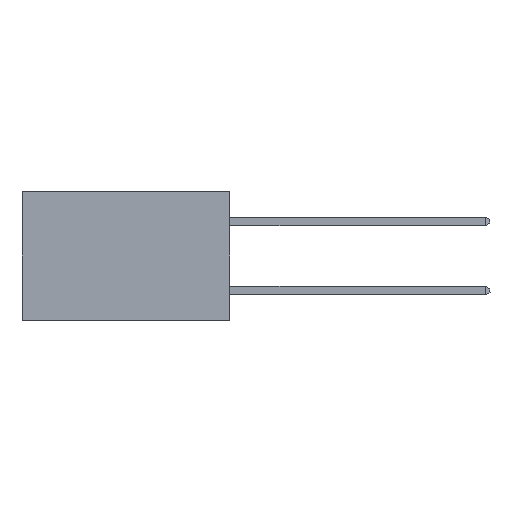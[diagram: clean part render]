
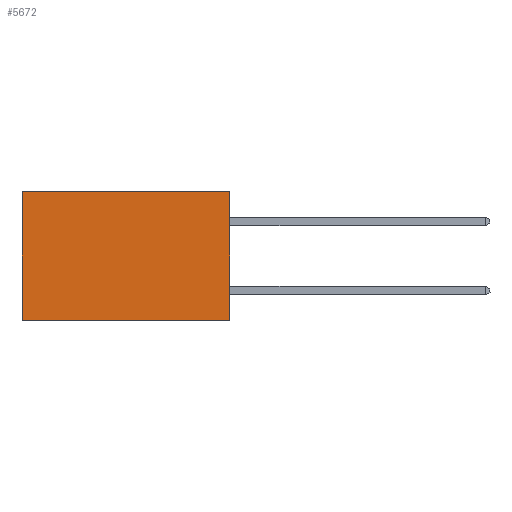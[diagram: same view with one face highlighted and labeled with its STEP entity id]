
A CAD part, left-side view. The second image highlights one B-rep face of the part: STEP entity #5672.
In plain terms, the highlighted planar face has unit normal (-1, 0, 0).
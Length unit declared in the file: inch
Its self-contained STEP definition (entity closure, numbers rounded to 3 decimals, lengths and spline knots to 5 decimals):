
#916 = DIRECTION ( 'NONE',  ( 0., 0., -1. ) ) ;
#1395 = LINE ( 'NONE', #16593, #12736 ) ;
#1581 = ORIENTED_EDGE ( 'NONE', *, *, #15760, .T. ) ;
#2125 = EDGE_LOOP ( 'NONE', ( #1581, #12655, #4378, #15328 ) ) ;
#2183 = CARTESIAN_POINT ( 'NONE',  ( 0.298, 0., -0.37 ) ) ;
#2829 = CARTESIAN_POINT ( 'NONE',  ( 0.298, 0., -0.37 ) ) ;
#2937 = AXIS2_PLACEMENT_3D ( 'NONE', #17056, #8423, #916 ) ;
#3488 = EDGE_CURVE ( 'NONE', #12685, #15198, #8970, .T. ) ;
#4378 = ORIENTED_EDGE ( 'NONE', *, *, #7709, .F. ) ;
#5451 = VECTOR ( 'NONE', #17211, 39.37008 ) ;
#5485 = EDGE_CURVE ( 'NONE', #15109, #8980, #13077, .T. ) ;
#5583 = PLANE ( 'NONE',  #2937 ) ;
#5672 = ADVANCED_FACE ( 'NONE', ( #5678 ), #5583, .F. ) ;
#5678 = FACE_OUTER_BOUND ( 'NONE', #2125, .T. ) ;
#6059 = CARTESIAN_POINT ( 'NONE',  ( 0.298, 0.6, 0. ) ) ;
#6359 = DIRECTION ( 'NONE',  ( 0., 0., -1. ) ) ;
#6719 = CARTESIAN_POINT ( 'NONE',  ( 0.298, 0.6, -0.37 ) ) ;
#6923 = CARTESIAN_POINT ( 'NONE',  ( 0.298, 0., 0. ) ) ;
#7709 = EDGE_CURVE ( 'NONE', #15109, #12685, #1395, .T. ) ;
#8423 = DIRECTION ( 'NONE',  ( 1., 0., 0. ) ) ;
#8970 = LINE ( 'NONE', #2829, #15641 ) ;
#8980 = VERTEX_POINT ( 'NONE', #9452 ) ;
#9452 = CARTESIAN_POINT ( 'NONE',  ( 0.298, 0.6, 0. ) ) ;
#10400 = DIRECTION ( 'NONE',  ( 0., 0., -1. ) ) ;
#12655 = ORIENTED_EDGE ( 'NONE', *, *, #3488, .F. ) ;
#12685 = VERTEX_POINT ( 'NONE', #2183 ) ;
#12736 = VECTOR ( 'NONE', #6359, 39.37008 ) ;
#13077 = LINE ( 'NONE', #6923, #5451 ) ;
#15109 = VERTEX_POINT ( 'NONE', #16939 ) ;
#15198 = VERTEX_POINT ( 'NONE', #6719 ) ;
#15328 = ORIENTED_EDGE ( 'NONE', *, *, #5485, .T. ) ;
#15641 = VECTOR ( 'NONE', #17721, 39.37008 ) ;
#15760 = EDGE_CURVE ( 'NONE', #8980, #15198, #17588, .T. ) ;
#16593 = CARTESIAN_POINT ( 'NONE',  ( 0.298, 0., 0. ) ) ;
#16939 = CARTESIAN_POINT ( 'NONE',  ( 0.298, 0., 0. ) ) ;
#17056 = CARTESIAN_POINT ( 'NONE',  ( 0.298, 0., 0. ) ) ;
#17211 = DIRECTION ( 'NONE',  ( 0., 1., 0. ) ) ;
#17588 = LINE ( 'NONE', #6059, #18766 ) ;
#17721 = DIRECTION ( 'NONE',  ( 0., 1., 0. ) ) ;
#18766 = VECTOR ( 'NONE', #10400, 39.37008 ) ;
